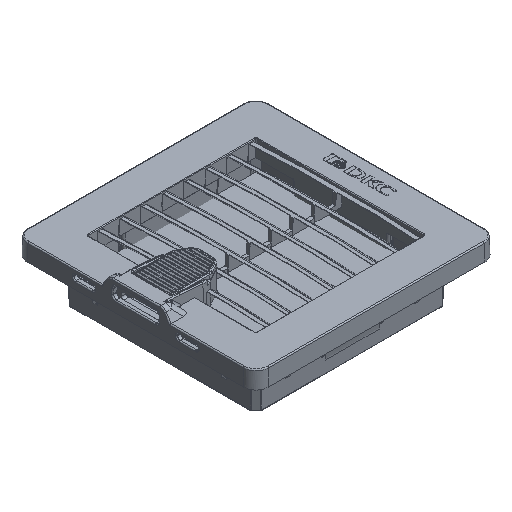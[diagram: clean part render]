
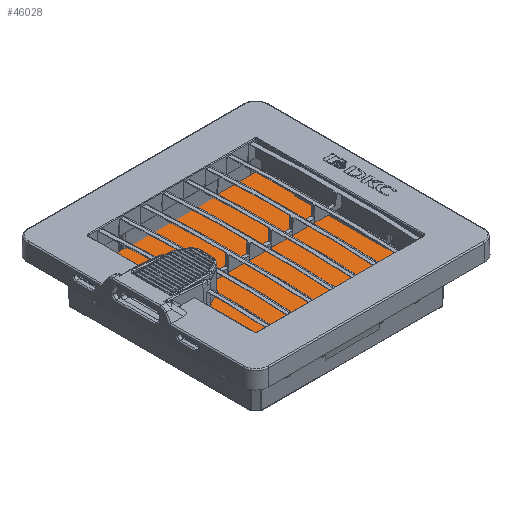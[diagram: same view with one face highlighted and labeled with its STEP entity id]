
A CAD part, isometric view. The second image highlights one B-rep face of the part: STEP entity #46028.
In plain terms, the highlighted planar face has unit normal (0, 0, 1).
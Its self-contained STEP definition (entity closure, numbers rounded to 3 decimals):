
#207 = CARTESIAN_POINT ( 'NONE',  ( -39.845, -39.845, 10. ) ) ;
#6954 = VECTOR ( 'NONE', #73368, 1000. ) ;
#8882 = DIRECTION ( 'NONE',  ( -1., 0., 0. ) ) ;
#11235 = ORIENTED_EDGE ( 'NONE', *, *, #124868, .T. ) ;
#17589 = CARTESIAN_POINT ( 'NONE',  ( -39.845, -39.845, 10. ) ) ;
#19417 = FACE_OUTER_BOUND ( 'NONE', #72868, .T. ) ;
#20104 = CARTESIAN_POINT ( 'NONE',  ( 0., 0., 10. ) ) ;
#20241 = EDGE_CURVE ( 'NONE', #131323, #92788, #158214, .T. ) ;
#22522 = CARTESIAN_POINT ( 'NONE',  ( 39.845, -39.845, 10. ) ) ;
#24671 = ORIENTED_EDGE ( 'NONE', *, *, #145072, .T. ) ;
#31443 = VECTOR ( 'NONE', #126259, 1000. ) ;
#43370 = CARTESIAN_POINT ( 'NONE',  ( -39.845, 39.845, 10. ) ) ;
#46028 = ADVANCED_FACE ( 'NONE', ( #19417 ), #130863, .F. ) ;
#50619 = VECTOR ( 'NONE', #129050, 1000. ) ;
#55958 = CARTESIAN_POINT ( 'NONE',  ( 39.845, -39.845, 10. ) ) ;
#58886 = CARTESIAN_POINT ( 'NONE',  ( 39.845, 39.845, 10. ) ) ;
#61113 = ORIENTED_EDGE ( 'NONE', *, *, #99844, .T. ) ;
#64337 = VECTOR ( 'NONE', #120501, 1000. ) ;
#72264 = VERTEX_POINT ( 'NONE', #96043 ) ;
#72868 = EDGE_LOOP ( 'NONE', ( #87046, #61113, #24671, #11235 ) ) ;
#73368 = DIRECTION ( 'NONE',  ( 1., 0., 0. ) ) ;
#79777 = VERTEX_POINT ( 'NONE', #82128 ) ;
#82097 = DIRECTION ( 'NONE',  ( 0., 0., -1. ) ) ;
#82128 = CARTESIAN_POINT ( 'NONE',  ( -39.845, 39.845, 10. ) ) ;
#87046 = ORIENTED_EDGE ( 'NONE', *, *, #20241, .T. ) ;
#92788 = VERTEX_POINT ( 'NONE', #58886 ) ;
#96043 = CARTESIAN_POINT ( 'NONE',  ( -39.845, -39.845, 10. ) ) ;
#99844 = EDGE_CURVE ( 'NONE', #92788, #79777, #115771, .T. ) ;
#104304 = LINE ( 'NONE', #17589, #31443 ) ;
#104591 = LINE ( 'NONE', #207, #6954 ) ;
#115771 = LINE ( 'NONE', #43370, #50619 ) ;
#120501 = DIRECTION ( 'NONE',  ( 0., 1., 0. ) ) ;
#124438 = AXIS2_PLACEMENT_3D ( 'NONE', #20104, #82097, #8882 ) ;
#124868 = EDGE_CURVE ( 'NONE', #72264, #131323, #104591, .T. ) ;
#126259 = DIRECTION ( 'NONE',  ( 0., -1., 0. ) ) ;
#129050 = DIRECTION ( 'NONE',  ( -1., 0., 0. ) ) ;
#130863 = PLANE ( 'NONE',  #124438 ) ;
#131323 = VERTEX_POINT ( 'NONE', #55958 ) ;
#145072 = EDGE_CURVE ( 'NONE', #79777, #72264, #104304, .T. ) ;
#158214 = LINE ( 'NONE', #22522, #64337 ) ;
